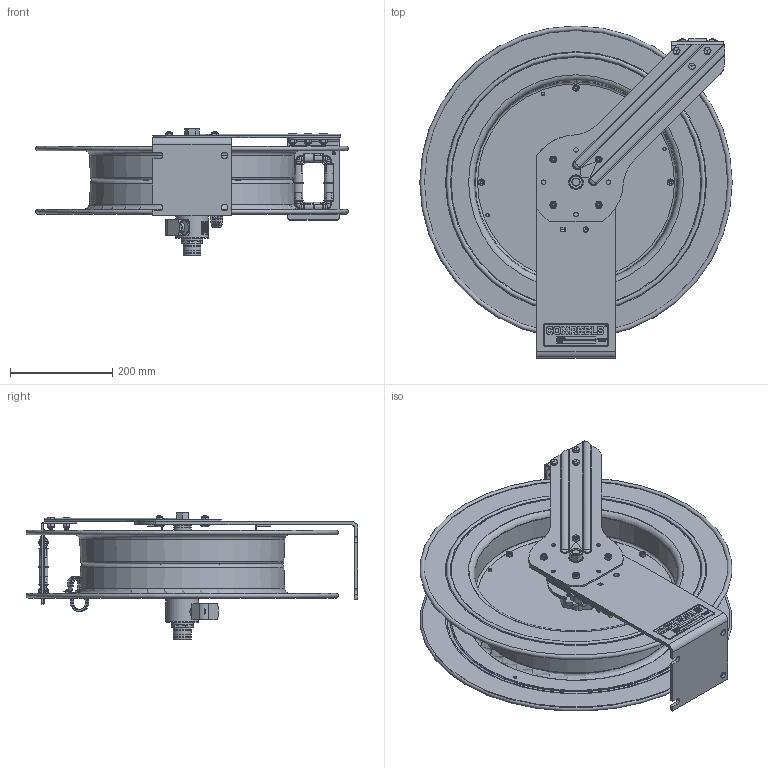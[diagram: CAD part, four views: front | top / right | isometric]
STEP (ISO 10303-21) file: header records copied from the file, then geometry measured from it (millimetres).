
FILE_DESCRIPTION(/* description */ (''),/* implementation_level */ '2;1');
FILE_NAME(/* name */ 'SHL-N-550_SHARED.stp',/* time_stamp */ '2020-01-28T14:04:16-07:00',/* author */ ('NMelton'),/* organization */ (''),/* preprocessor_version */ 'ST-DEVELOPER v17',/* originating_system */ 'Autodesk Inventor 2019',/* authorisation */ '');
FILE_SCHEMA (('AUTOMOTIVE_DESIGN { 1 0 10303 214 3 1 1 }'));
Products named in the file (1): SHL-N-550_SHARED
Bounding box: 609.6 x 647.7 x 248.92 mm (x, y, z)
Surface area: 1909519.4 mm2 (no closed solid volume)
Topology: 0 solids, 139 shells, 2776 faces, 11818 edges, 8778 vertices
Faces by surface type: plane 1400, cylinder 650, bspline 446, cone 187, torus 69, sphere 24
Full cylindrical faces by diameter (mm): 2.54 x1, 3.048 x1, 4.699 x4, 4.826 x2, 4.978 x3, 5.588 x3, 6.35 x12, 7.938 x3, 8.636 x7, 10.414 x1, 11.43 x3, 12.192 x7, 12.7 x2, 13.462 x1, 15.875 x1, 17.399 x1, 19.05 x8, 24.765 x1, 28.448 x1, 31.674 x2, 32.791 x3, 33.528 x2, 34.544 x6, 39.624 x1, 42.926 x1, 63.5 x2, 390.388 x1
Entity records: 129009 total; most frequent: CARTESIAN_POINT 36693, ORIENTED_EDGE 17249, DIRECTION 16323, EDGE_CURVE 11788, VERTEX_POINT 8778, LINE 6675, VECTOR 6675, AXIS2_PLACEMENT_3D 4824
